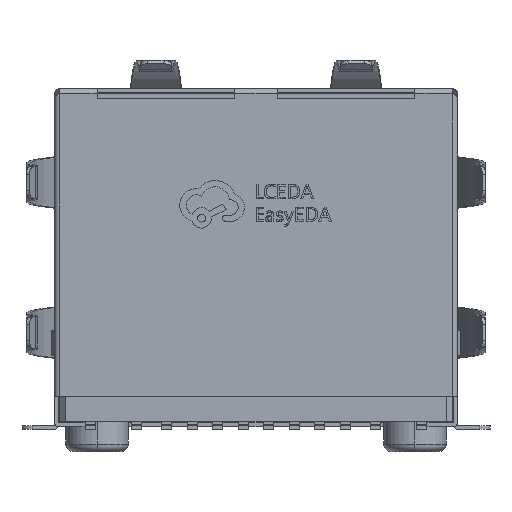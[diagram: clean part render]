
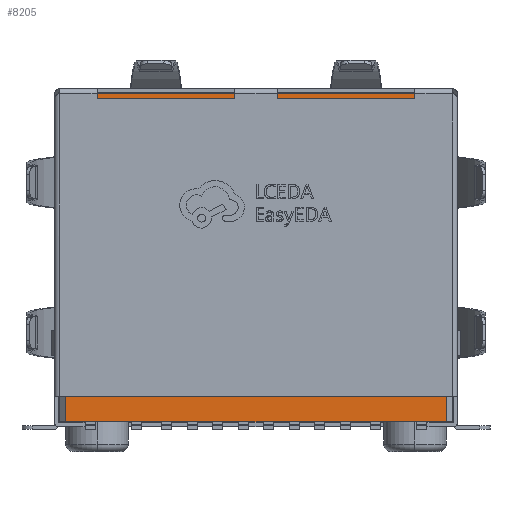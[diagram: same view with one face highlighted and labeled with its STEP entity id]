
A CAD part, front view. The second image highlights one B-rep face of the part: STEP entity #8205.
In plain terms, the highlighted planar face has unit normal (0, -1, 0).
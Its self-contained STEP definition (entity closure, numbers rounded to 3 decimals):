
#1047=DIRECTION('',(1.,0.,0.));
#1048=VECTOR('',#1047,15.2);
#1049=CARTESIAN_POINT('',(-7.6,-12.5,0.));
#1050=LINE('',#1049,#1048);
#1287=DIRECTION('',(1.,0.,0.));
#1288=VECTOR('',#1287,15.2);
#1289=CARTESIAN_POINT('',(-7.6,-12.5,13.1));
#1290=LINE('',#1289,#1288);
#1303=DIRECTION('',(0.,0.,1.));
#1304=VECTOR('',#1303,13.1);
#1305=CARTESIAN_POINT('',(7.6,-12.5,0.));
#1306=LINE('',#1305,#1304);
#1307=DIRECTION('',(0.,0.,1.));
#1308=VECTOR('',#1307,13.1);
#1309=CARTESIAN_POINT('',(-7.6,-12.5,0.));
#1310=LINE('',#1309,#1308);
#5711=CARTESIAN_POINT('',(7.6,-12.5,0.));
#5712=CARTESIAN_POINT('',(7.6,-12.5,13.1));
#5713=VERTEX_POINT('',#5711);
#5714=VERTEX_POINT('',#5712);
#5715=CARTESIAN_POINT('',(-7.6,-12.5,0.));
#5716=CARTESIAN_POINT('',(-7.6,-12.5,13.1));
#5717=VERTEX_POINT('',#5715);
#5718=VERTEX_POINT('',#5716);
#8193=CARTESIAN_POINT('',(-7.85,-12.5,0.));
#8194=DIRECTION('',(0.,-1.,0.));
#8195=DIRECTION('',(1.,0.,0.));
#8196=AXIS2_PLACEMENT_3D('',#8193,#8194,#8195);
#8197=PLANE('',#8196);
#8198=ORIENTED_EDGE('',*,*,#8111,.F.);
#8199=ORIENTED_EDGE('',*,*,#7959,.F.);
#8201=ORIENTED_EDGE('',*,*,#8200,.T.);
#8202=ORIENTED_EDGE('',*,*,#8174,.T.);
#8203=EDGE_LOOP('',(#8198,#8199,#8201,#8202));
#8204=FACE_OUTER_BOUND('',#8203,.F.);
#7959=EDGE_CURVE('',#5717,#5713,#1050,.T.);
#8111=EDGE_CURVE('',#5713,#5714,#1306,.T.);
#8174=EDGE_CURVE('',#5718,#5714,#1290,.T.);
#8200=EDGE_CURVE('',#5717,#5718,#1310,.T.);
#8205=ADVANCED_FACE('',(#8204),#8197,.T.);
